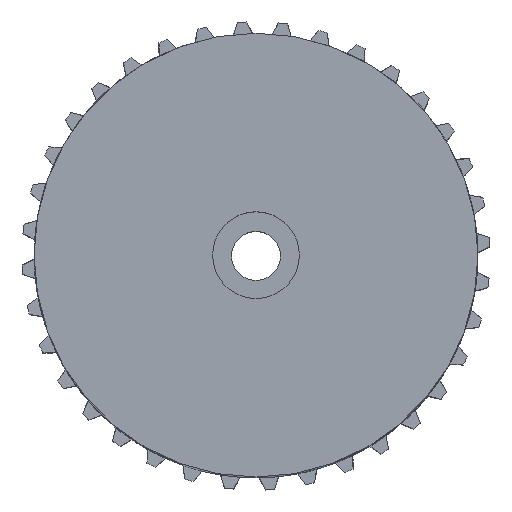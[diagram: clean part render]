
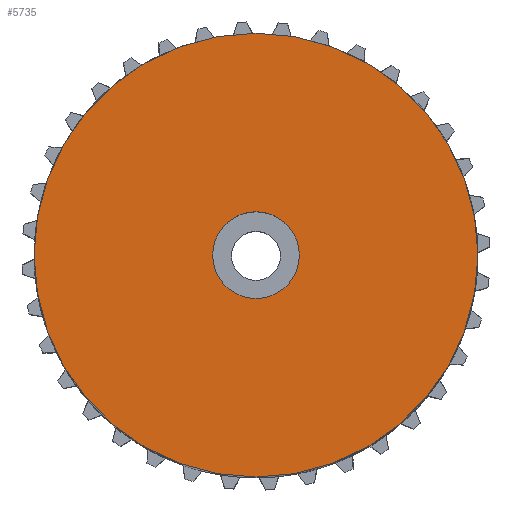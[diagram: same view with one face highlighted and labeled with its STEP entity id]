
A CAD part, top view. The second image highlights one B-rep face of the part: STEP entity #5735.
In plain terms, the highlighted planar face has unit normal (0, 0, 1).
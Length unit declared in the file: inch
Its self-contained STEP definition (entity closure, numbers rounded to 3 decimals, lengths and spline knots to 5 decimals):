
#92=FACE_BOUND('',#1248,.T.);
#907=FACE_OUTER_BOUND('',#1247,.T.);
#1247=EDGE_LOOP('',(#4276,#4277));
#1248=EDGE_LOOP('',(#4278,#4279));
#1546=CIRCLE('',#6053,0.75034);
#1547=CIRCLE('',#6054,0.75034);
#1851=CIRCLE('',#6399,0.14665);
#1852=CIRCLE('',#6400,0.14665);
#2181=VERTEX_POINT('',#8403);
#2182=VERTEX_POINT('',#8404);
#2623=VERTEX_POINT('',#10384);
#2624=VERTEX_POINT('',#10385);
#2786=EDGE_CURVE('',#2181,#2182,#1546,.T.);
#2787=EDGE_CURVE('',#2182,#2181,#1547,.T.);
#3275=EDGE_CURVE('',#2623,#2624,#1851,.T.);
#3276=EDGE_CURVE('',#2624,#2623,#1852,.T.);
#4276=ORIENTED_EDGE('',*,*,#2786,.T.);
#4277=ORIENTED_EDGE('',*,*,#2787,.T.);
#4278=ORIENTED_EDGE('',*,*,#3275,.T.);
#4279=ORIENTED_EDGE('',*,*,#3276,.T.);
#5624=PLANE('',#6398);
#5735=ADVANCED_FACE('',(#907,#92),#5624,.T.);
#6053=AXIS2_PLACEMENT_3D('',#8405,#6738,#6739);
#6054=AXIS2_PLACEMENT_3D('',#8406,#6740,#6741);
#6398=AXIS2_PLACEMENT_3D('',#10383,#7472,#7473);
#6399=AXIS2_PLACEMENT_3D('',#10386,#7474,#7475);
#6400=AXIS2_PLACEMENT_3D('',#10387,#7476,#7477);
#6738=DIRECTION('center_axis',(0.,0.,1.));
#6739=DIRECTION('ref_axis',(1.,0.,0.));
#6740=DIRECTION('center_axis',(0.,0.,1.));
#6741=DIRECTION('ref_axis',(1.,0.,0.));
#7472=DIRECTION('center_axis',(0.,0.,1.));
#7473=DIRECTION('ref_axis',(1.,0.,0.));
#7474=DIRECTION('center_axis',(0.,0.,-1.));
#7475=DIRECTION('ref_axis',(1.,0.,0.));
#7476=DIRECTION('center_axis',(0.,0.,-1.));
#7477=DIRECTION('ref_axis',(1.,0.,0.));
#8403=CARTESIAN_POINT('',(0.75034,0.,1.54614));
#8404=CARTESIAN_POINT('',(-0.75034,0.,1.54614));
#8405=CARTESIAN_POINT('Origin',(0.,0.,1.54614));
#8406=CARTESIAN_POINT('Origin',(0.,0.,1.54614));
#10383=CARTESIAN_POINT('Origin',(0.,0.,1.54614));
#10384=CARTESIAN_POINT('',(0.14665,0.,1.54614));
#10385=CARTESIAN_POINT('',(-0.14665,0.,1.54614));
#10386=CARTESIAN_POINT('Origin',(0.,0.,1.54614));
#10387=CARTESIAN_POINT('Origin',(0.,0.,1.54614));
